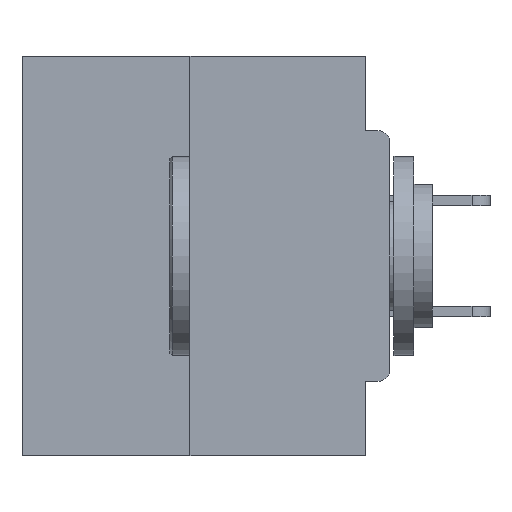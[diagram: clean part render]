
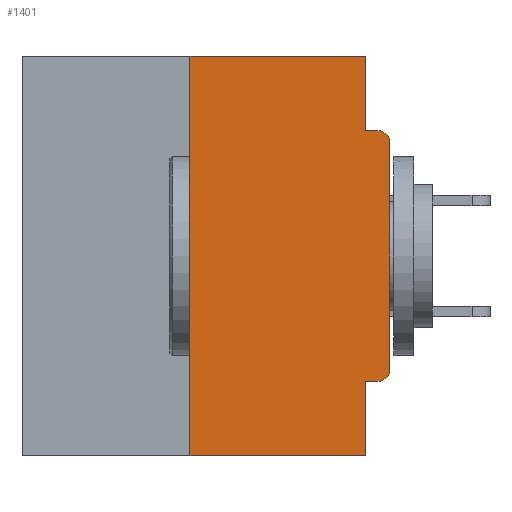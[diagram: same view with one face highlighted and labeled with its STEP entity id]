
A CAD part, left-side view. The second image highlights one B-rep face of the part: STEP entity #1401.
In plain terms, the highlighted planar face has unit normal (-1, 0, 0).
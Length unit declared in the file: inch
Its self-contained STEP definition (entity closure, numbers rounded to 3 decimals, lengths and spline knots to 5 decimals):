
#199 = LINE ( 'NONE', #11476, #21610 ) ;
#1287 = CARTESIAN_POINT ( 'NONE',  ( 0., 0., -0.1085 ) ) ;
#1401 = ADVANCED_FACE ( 'NONE', ( #34843 ), #2617, .F. ) ;
#1664 = VERTEX_POINT ( 'NONE', #6704 ) ;
#2417 = CARTESIAN_POINT ( 'NONE',  ( 0., 0.46, -0.5 ) ) ;
#2617 = PLANE ( 'NONE',  #27747 ) ;
#3065 = AXIS2_PLACEMENT_3D ( 'NONE', #12040, #11922, #32559 ) ;
#3174 = DIRECTION ( 'NONE',  ( 0., 0., 1. ) ) ;
#3339 = DIRECTION ( 'NONE',  ( 0., -1., 0. ) ) ;
#3361 = ORIENTED_EDGE ( 'NONE', *, *, #16630, .T. ) ;
#3651 = DIRECTION ( 'NONE',  ( 0., 0., -1. ) ) ;
#3687 = AXIS2_PLACEMENT_3D ( 'NONE', #13806, #25576, #28510 ) ;
#3830 = EDGE_CURVE ( 'NONE', #13584, #17205, #16072, .T. ) ;
#5502 = CARTESIAN_POINT ( 'NONE',  ( 0., 0.46, 0. ) ) ;
#6420 = VECTOR ( 'NONE', #36276, 39.37008 ) ;
#6704 = CARTESIAN_POINT ( 'NONE',  ( 0., 0.25, 0. ) ) ;
#6713 = LINE ( 'NONE', #37726, #29108 ) ;
#7897 = EDGE_CURVE ( 'NONE', #21712, #9791, #27618, .T. ) ;
#8490 = DIRECTION ( 'NONE',  ( 1., 0., 0. ) ) ;
#8517 = ORIENTED_EDGE ( 'NONE', *, *, #9812, .F. ) ;
#9024 = CARTESIAN_POINT ( 'NONE',  ( 0., 0.031, -0.5 ) ) ;
#9226 = LINE ( 'NONE', #12144, #25642 ) ;
#9718 = VECTOR ( 'NONE', #25499, 39.37008 ) ;
#9791 = VERTEX_POINT ( 'NONE', #1287 ) ;
#9812 = EDGE_CURVE ( 'NONE', #35875, #31952, #36324, .T. ) ;
#9972 = ORIENTED_EDGE ( 'NONE', *, *, #7897, .T. ) ;
#10298 = VECTOR ( 'NONE', #16220, 39.37008 ) ;
#11280 = VECTOR ( 'NONE', #22044, 39.37008 ) ;
#11476 = CARTESIAN_POINT ( 'NONE',  ( 0., 0.25, 0. ) ) ;
#11922 = DIRECTION ( 'NONE',  ( -1., 0., 0. ) ) ;
#12040 = CARTESIAN_POINT ( 'NONE',  ( 0., 0.015, -0.1085 ) ) ;
#12144 = CARTESIAN_POINT ( 'NONE',  ( 0., 0.46, 0. ) ) ;
#13239 = CARTESIAN_POINT ( 'NONE',  ( 0., 0.031, 0. ) ) ;
#13584 = VERTEX_POINT ( 'NONE', #29132 ) ;
#13806 = CARTESIAN_POINT ( 'NONE',  ( 0., 0.015, -0.3915 ) ) ;
#14172 = LINE ( 'NONE', #36018, #6420 ) ;
#15246 = EDGE_CURVE ( 'NONE', #30573, #18008, #6713, .T. ) ;
#16072 = LINE ( 'NONE', #2417, #9718 ) ;
#16220 = DIRECTION ( 'NONE',  ( 0., 0., 1. ) ) ;
#16630 = EDGE_CURVE ( 'NONE', #30573, #21712, #19192, .T. ) ;
#17205 = VERTEX_POINT ( 'NONE', #28562 ) ;
#17218 = ORIENTED_EDGE ( 'NONE', *, *, #3830, .T. ) ;
#18008 = VERTEX_POINT ( 'NONE', #22127 ) ;
#19137 = CARTESIAN_POINT ( 'NONE',  ( 0., 0.031, -0.0935 ) ) ;
#19192 = CIRCLE ( 'NONE', #3687, 0.015 ) ;
#20585 = ORIENTED_EDGE ( 'NONE', *, *, #26552, .F. ) ;
#20880 = EDGE_LOOP ( 'NONE', ( #24581, #22608, #17218, #20585, #22959, #3361, #9972, #37077, #29957, #8517 ) ) ;
#21610 = VECTOR ( 'NONE', #3174, 39.37008 ) ;
#21712 = VERTEX_POINT ( 'NONE', #22538 ) ;
#21751 = EDGE_CURVE ( 'NONE', #9791, #33215, #32985, .T. ) ;
#21858 = CARTESIAN_POINT ( 'NONE',  ( 0., 0., 0. ) ) ;
#22044 = DIRECTION ( 'NONE',  ( 0., 0., -1. ) ) ;
#22127 = CARTESIAN_POINT ( 'NONE',  ( 0., 0.031, -0.4065 ) ) ;
#22538 = CARTESIAN_POINT ( 'NONE',  ( 0., 0., -0.3915 ) ) ;
#22608 = ORIENTED_EDGE ( 'NONE', *, *, #29538, .F. ) ;
#22959 = ORIENTED_EDGE ( 'NONE', *, *, #15246, .F. ) ;
#24581 = ORIENTED_EDGE ( 'NONE', *, *, #27655, .F. ) ;
#24772 = CARTESIAN_POINT ( 'NONE',  ( 0., 0.015, -0.0935 ) ) ;
#24836 = LINE ( 'NONE', #9024, #25754 ) ;
#25499 = DIRECTION ( 'NONE',  ( 0., -1., 0. ) ) ;
#25576 = DIRECTION ( 'NONE',  ( -1., 0., 0. ) ) ;
#25642 = VECTOR ( 'NONE', #3339, 39.37008 ) ;
#25754 = VECTOR ( 'NONE', #3651, 39.37008 ) ;
#26552 = EDGE_CURVE ( 'NONE', #18008, #17205, #24836, .T. ) ;
#27618 = LINE ( 'NONE', #21858, #10298 ) ;
#27655 = EDGE_CURVE ( 'NONE', #1664, #35875, #9226, .T. ) ;
#27747 = AXIS2_PLACEMENT_3D ( 'NONE', #5502, #8490, #28890 ) ;
#28158 = EDGE_CURVE ( 'NONE', #31952, #33215, #14172, .T. ) ;
#28510 = DIRECTION ( 'NONE',  ( 0., 0., -1. ) ) ;
#28562 = CARTESIAN_POINT ( 'NONE',  ( 0., 0.031, -0.5 ) ) ;
#28696 = DIRECTION ( 'NONE',  ( 0., 1., 0. ) ) ;
#28890 = DIRECTION ( 'NONE',  ( 0., 0., -1. ) ) ;
#29108 = VECTOR ( 'NONE', #28696, 39.37008 ) ;
#29132 = CARTESIAN_POINT ( 'NONE',  ( 0., 0.25, -0.5 ) ) ;
#29538 = EDGE_CURVE ( 'NONE', #13584, #1664, #199, .T. ) ;
#29900 = CARTESIAN_POINT ( 'NONE',  ( 0., 0.015, -0.4065 ) ) ;
#29957 = ORIENTED_EDGE ( 'NONE', *, *, #28158, .F. ) ;
#30573 = VERTEX_POINT ( 'NONE', #29900 ) ;
#31952 = VERTEX_POINT ( 'NONE', #19137 ) ;
#32559 = DIRECTION ( 'NONE',  ( 0., 0., -1. ) ) ;
#32985 = CIRCLE ( 'NONE', #3065, 0.015 ) ;
#33215 = VERTEX_POINT ( 'NONE', #24772 ) ;
#34008 = CARTESIAN_POINT ( 'NONE',  ( 0., 0.031, 0. ) ) ;
#34843 = FACE_OUTER_BOUND ( 'NONE', #20880, .T. ) ;
#35875 = VERTEX_POINT ( 'NONE', #34008 ) ;
#36018 = CARTESIAN_POINT ( 'NONE',  ( 0., 0., -0.0935 ) ) ;
#36276 = DIRECTION ( 'NONE',  ( 0., -1., 0. ) ) ;
#36324 = LINE ( 'NONE', #13239, #11280 ) ;
#37077 = ORIENTED_EDGE ( 'NONE', *, *, #21751, .T. ) ;
#37726 = CARTESIAN_POINT ( 'NONE',  ( 0., 0., -0.4065 ) ) ;
